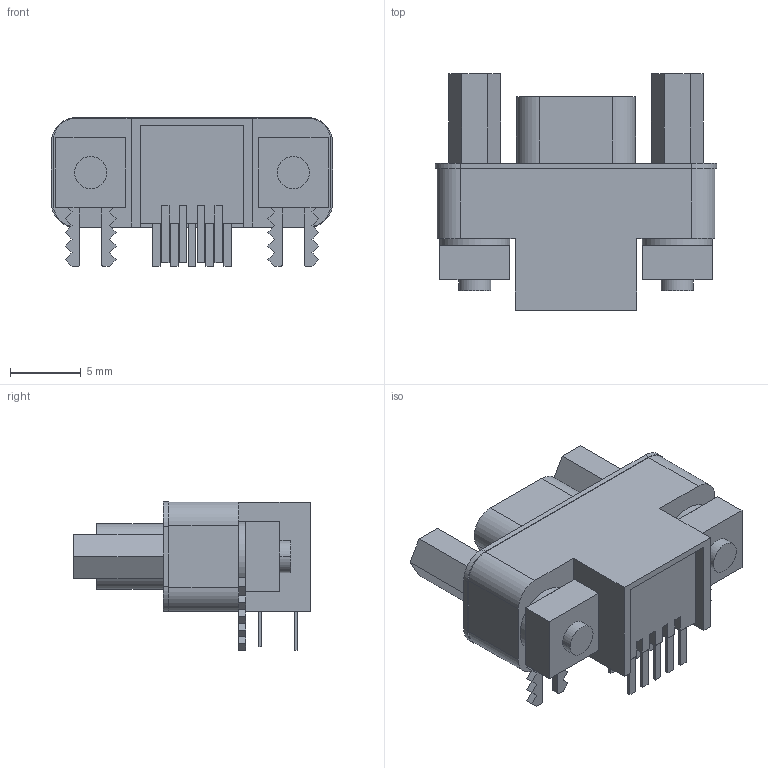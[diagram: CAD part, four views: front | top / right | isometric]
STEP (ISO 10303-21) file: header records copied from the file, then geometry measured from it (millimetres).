
FILE_DESCRIPTION((''),'2;1');
FILE_NAME('MOLEX_83611-9006.stp','2014-11-06T09:02:47',(''),(''),'Mechanical Desktop 2011','Mechanical Desktop 2011',', , ');
FILE_SCHEMA(('AUTOMOTIVE_DESIGN { 1 2 10303 214 1 1 1 1 }'));
Length unit declared in the file: millimetre
Products named in the file (1): Product
Bounding box: 19.94 x 16.76 x 10.55 mm (x, y, z)
Volume: 1435.1 mm3; surface area: 2517.4 mm2
Topology: 31 solids, 31 shells, 301 faces, 686 edges, 456 vertices
Faces by surface type: plane 155, cylinder 72, bspline 70, cone 4
Entity records: 8457 total; most frequent: CARTESIAN_POINT 1654, ORIENTED_EDGE 1372, DIRECTION 1298, EDGE_CURVE 686, VECTOR 538, LINE 538, VERTEX_POINT 456, AXIS2_PLACEMENT_3D 380
